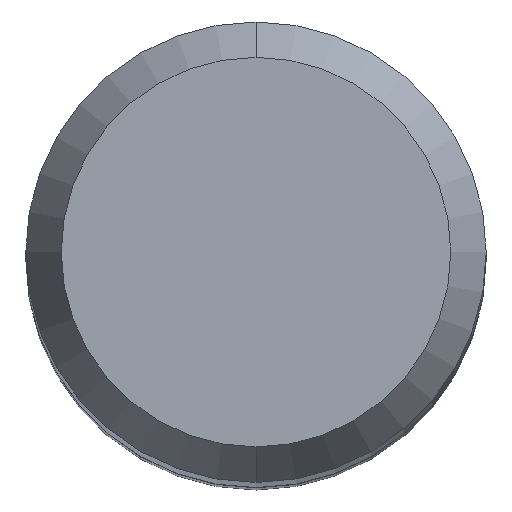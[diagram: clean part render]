
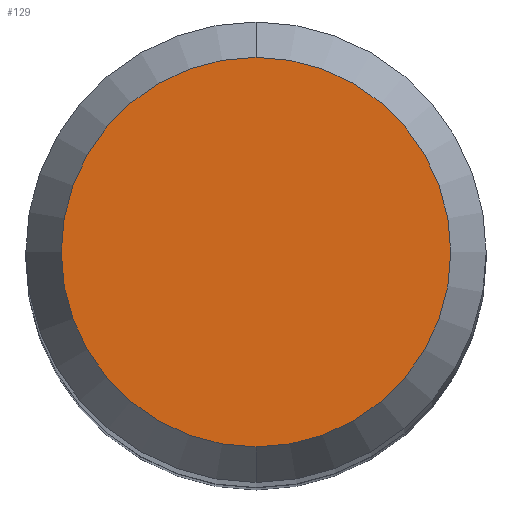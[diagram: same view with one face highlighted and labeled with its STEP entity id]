
A CAD part, top view. The second image highlights one B-rep face of the part: STEP entity #129.
In plain terms, the highlighted planar face has unit normal (0, 0, 1).
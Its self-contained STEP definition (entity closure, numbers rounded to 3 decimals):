
#115=EDGE_CURVE('',#165,#123,#283,.T.);
#123=VERTEX_POINT('',#293);
#129=ADVANCED_FACE('',(#299),#300,.T.);
#165=VERTEX_POINT('',#340);
#211=EDGE_CURVE('',#123,#165,#389,.T.);
#283=CIRCLE('',#464,2.538);
#293=CARTESIAN_POINT('',(0.0,2.538,0.0));
#299=FACE_OUTER_BOUND('',#480,.T.);
#300=PLANE('',#481);
#340=CARTESIAN_POINT('',(0.,-2.538,0.0));
#389=CIRCLE('',#601,2.538);
#464=AXIS2_PLACEMENT_3D('',#678,#679,#680);
#480=EDGE_LOOP('',(#696,#697));
#481=AXIS2_PLACEMENT_3D('',#698,#699,#700);
#601=AXIS2_PLACEMENT_3D('',#796,#797,#798);
#678=CARTESIAN_POINT('',(0.0,0.0,0.0));
#679=DIRECTION('',(0.0,0.0,-1.0));
#680=DIRECTION('',(0.0,1.0,0.0));
#696=ORIENTED_EDGE('',*,*,#211,.F.);
#697=ORIENTED_EDGE('',*,*,#115,.F.);
#698=CARTESIAN_POINT('',(0.0,1.269,0.0));
#699=DIRECTION('',(-0.0,0.0,1.0));
#700=DIRECTION('',(0.0,-1.0,0.0));
#796=CARTESIAN_POINT('',(0.0,0.0,0.0));
#797=DIRECTION('',(0.0,0.0,-1.0));
#798=DIRECTION('',(0.0,1.0,0.0));
